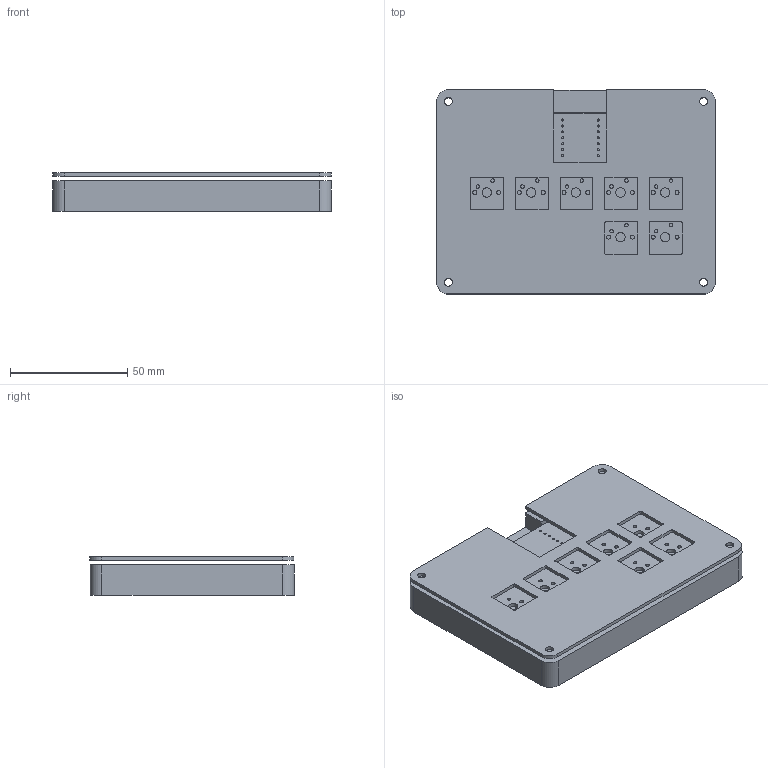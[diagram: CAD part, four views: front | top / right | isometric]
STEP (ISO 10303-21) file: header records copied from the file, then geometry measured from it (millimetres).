
FILE_DESCRIPTION(/* description */ (''),/* implementation_level */ '2;1');
FILE_NAME(/* name */ 'celestepcbfinal.step',/* time_stamp */ '2025-05-18T01:05:34+08:00',/* author */ (''),/* organization */ (''),/* preprocessor_version */ 'ST-DEVELOPER v20.1',/* originating_system */ 'Autodesk Translation Framework v14.4.0.0',/* authorisation */ '');
FILE_SCHEMA (('AUTOMOTIVE_DESIGN { 1 0 10303 214 3 1 1 }'));
Length unit declared in the file: millimetre
Products named in the file (5): 2025-05-17-22-02-39-264; 2025-05-17-22-03-26-839; 2025-05-17-16-35-49-365; 2025-05-17-16-35-49-366; 2025-05-17-23-46-20-219
Assembly tree (4 placements, depth 4):
  2025-05-17-22-02-39-264
    2025-05-17-22-03-26-839
      2025-05-17-16-35-49-365
        2025-05-17-16-35-49-366
      2025-05-17-23-46-20-219
Bounding box: 119.07 x 87.37 x 16.5 mm (x, y, z)
Volume: 86276.7 mm3; surface area: 61496 mm2
Topology: 3 solids, 3 shells, 398 faces, 1113 edges, 742 vertices
Faces by surface type: bspline 175, plane 126, cylinder 97
Full cylindrical faces by diameter (mm): 0.889 x14, 1.5 x14, 1.7 x14, 3.4 x8, 4 x7, 6 x4
Entity records: 14850 total; most frequent: CARTESIAN_POINT 5237, ORIENTED_EDGE 2226, DIRECTION 1421, EDGE_CURVE 1113, VERTEX_POINT 742, LINE 569, VECTOR 569, EDGE_LOOP 547
